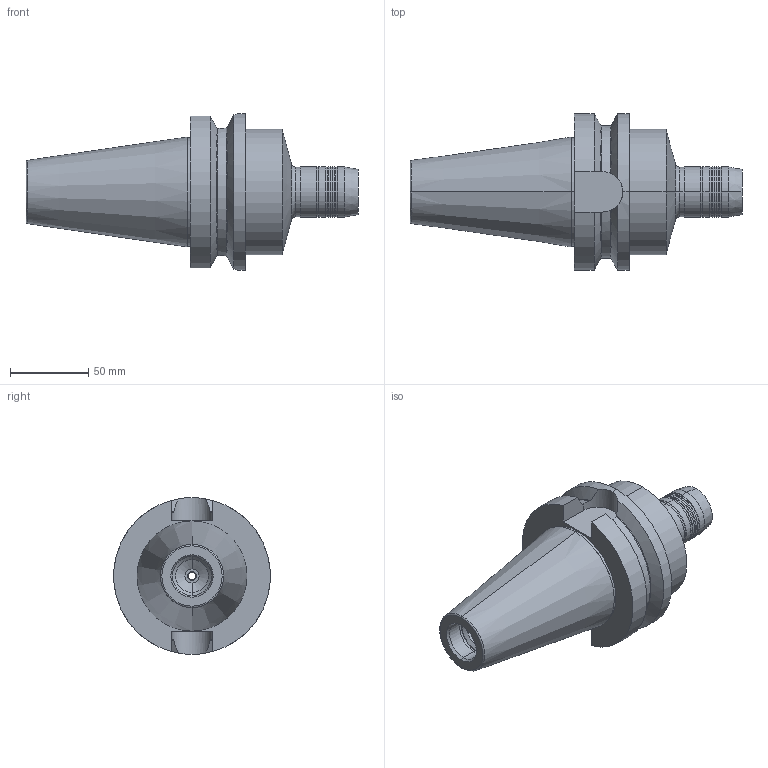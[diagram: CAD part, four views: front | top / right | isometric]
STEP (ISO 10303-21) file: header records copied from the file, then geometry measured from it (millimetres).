
FILE_DESCRIPTION (( 'STEP AP214' ), '1' );
FILE_NAME ('27.03.2019_38.05.043.004.STEP', '2019-03-27T14:57:46', ( '' ), ( '' ), 'SwSTEP 2.0', 'SolidWorks 2014', '' );
FILE_SCHEMA (( 'AUTOMOTIVE_DESIGN' ));
Length unit declared in the file: millimetre
Products named in the file (1): 27.03.2019_38.05.043.004
Bounding box: 211.8 x 100 x 100 mm (x, y, z)
Volume: 604197.4 mm3; surface area: 72593.6 mm2
Topology: 3 solids, 4 shells, 233 faces, 511 edges, 296 vertices
Faces by surface type: cylinder 78, plane 72, cone 67, torus 16
Entity records: 9226 total; most frequent: CARTESIAN_POINT 1480, DIRECTION 1141, ORIENTED_EDGE 1014, EDGE_CURVE 507, AXIS2_PLACEMENT_3D 461, VERTEX_POINT 296, EDGE_LOOP 253, UNCERTAINTY_MEASURE_WITH_UNIT 238
